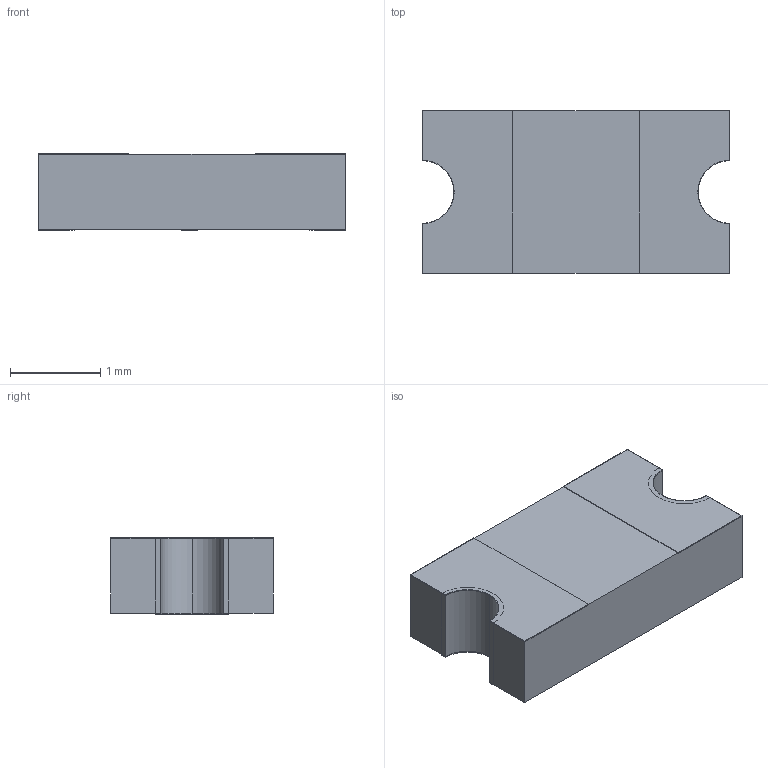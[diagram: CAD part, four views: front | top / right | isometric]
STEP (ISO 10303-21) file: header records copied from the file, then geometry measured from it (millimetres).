
FILE_DESCRIPTION (( 'STEP AP214' ), '1' );
FILE_NAME ('MF-NSMF05016X.STEP', '2024-10-10T13:14:13', ( '' ), ( '' ), 'SwSTEP 2.0', 'SolidWorks 2024', '' );
FILE_SCHEMA (( 'AUTOMOTIVE_DESIGN' ));
Length unit declared in the file: millimetre
Products named in the file (1): MF-NSMF05016X
Bounding box: 3.4 x 1.8 x 0.84 mm (x, y, z)
Volume: 4.9 mm3; surface area: 31.7 mm2
Topology: 5 solids, 5 shells, 56 faces, 135 edges, 90 vertices
Faces by surface type: plane 38, cylinder 12, bspline 6
Entity records: 2564 total; most frequent: CARTESIAN_POINT 656, ORIENTED_EDGE 270, DIRECTION 249, EDGE_CURVE 135, LINE 99, VECTOR 99, VERTEX_POINT 90, AXIS2_PLACEMENT_3D 75
